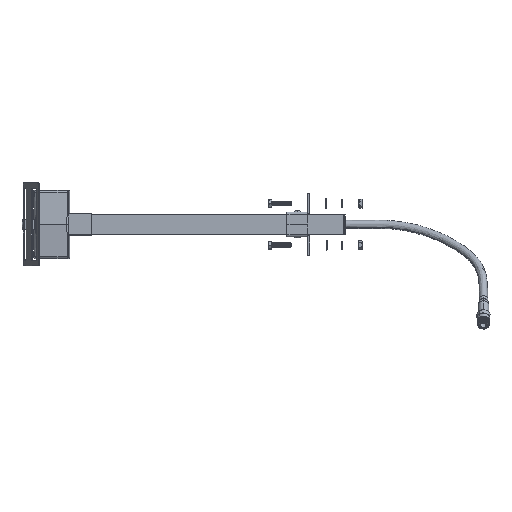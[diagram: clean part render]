
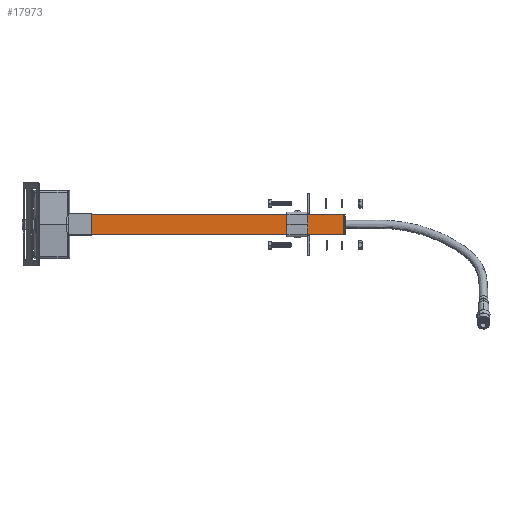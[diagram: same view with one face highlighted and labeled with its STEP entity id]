
A CAD part, top view. The second image highlights one B-rep face of the part: STEP entity #17973.
In plain terms, the highlighted face is planar.
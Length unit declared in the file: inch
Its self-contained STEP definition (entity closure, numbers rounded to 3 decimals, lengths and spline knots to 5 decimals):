
#1878 = PLANE ( 'NONE',  #8194 ) ;
#1899 = CARTESIAN_POINT ( 'NONE',  ( 0., 0.5, 0.5 ) ) ;
#1900 = DIRECTION ( 'NONE',  ( 0., -1., 0. ) ) ;
#1901 = DIRECTION ( 'NONE',  ( 0., 0., -1. ) ) ;
#2205 = CARTESIAN_POINT ( 'NONE',  ( -12.1875, 0.5, -0.5 ) ) ;
#2211 = DIRECTION ( 'NONE',  ( 0., 0., 1. ) ) ;
#6684 = FACE_OUTER_BOUND ( 'NONE', #22140, .T. ) ;
#6848 = LINE ( 'NONE', #2205, #6852 ) ;
#6852 = VECTOR ( 'NONE', #2211, 39.37008 ) ;
#6942 = LINE ( 'NONE', #16230, #6944 ) ;
#6944 = VECTOR ( 'NONE', #16231, 39.37008 ) ;
#6947 = LINE ( 'NONE', #16236, #6950 ) ;
#6950 = VECTOR ( 'NONE', #16237, 39.37008 ) ;
#6975 = LINE ( 'NONE', #16274, #6978 ) ;
#6978 = VECTOR ( 'NONE', #16275, 39.37008 ) ;
#8194 = AXIS2_PLACEMENT_3D ( 'NONE', #1899, #1900, #1901 ) ;
#15990 = ORIENTED_EDGE ( 'NONE', *, *, #18380, .T. ) ;
#15991 = ORIENTED_EDGE ( 'NONE', *, *, #18321, .T. ) ;
#15992 = ORIENTED_EDGE ( 'NONE', *, *, #18377, .F. ) ;
#15993 = ORIENTED_EDGE ( 'NONE', *, *, #18396, .T. ) ;
#16230 = CARTESIAN_POINT ( 'NONE',  ( 0., 0.5, 0.5 ) ) ;
#16231 = DIRECTION ( 'NONE',  ( -1., 0., 0. ) ) ;
#16236 = CARTESIAN_POINT ( 'NONE',  ( 0., 0.5, -0.5 ) ) ;
#16237 = DIRECTION ( 'NONE',  ( -1., 0., 0. ) ) ;
#16274 = CARTESIAN_POINT ( 'NONE',  ( 0., 0.5, 0.5 ) ) ;
#16275 = DIRECTION ( 'NONE',  ( 0., 0., -1. ) ) ;
#16525 = CARTESIAN_POINT ( 'NONE',  ( -12.1875, 0.5, 0.5 ) ) ;
#16716 = CARTESIAN_POINT ( 'NONE',  ( -12.1875, 0.5, -0.5 ) ) ;
#16721 = CARTESIAN_POINT ( 'NONE',  ( 0., 0.5, 0.5 ) ) ;
#16786 = CARTESIAN_POINT ( 'NONE',  ( 0., 0.5, -0.5 ) ) ;
#17973 = ADVANCED_FACE ( 'NONE', ( #6684 ), #1878, .F. ) ;
#18321 = EDGE_CURVE ( 'NONE', #19006, #18767, #6848, .T. ) ;
#18377 = EDGE_CURVE ( 'NONE', #19010, #18767, #6942, .T. ) ;
#18380 = EDGE_CURVE ( 'NONE', #19062, #19006, #6947, .T. ) ;
#18396 = EDGE_CURVE ( 'NONE', #19010, #19062, #6975, .T. ) ;
#18767 = VERTEX_POINT ( 'NONE', #16525 ) ;
#19006 = VERTEX_POINT ( 'NONE', #16716 ) ;
#19010 = VERTEX_POINT ( 'NONE', #16721 ) ;
#19062 = VERTEX_POINT ( 'NONE', #16786 ) ;
#22140 = EDGE_LOOP ( 'NONE', ( #15990, #15991, #15992, #15993 ) ) ;
